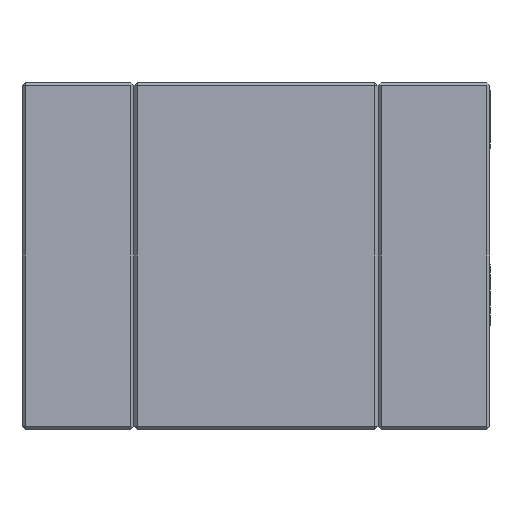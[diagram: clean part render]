
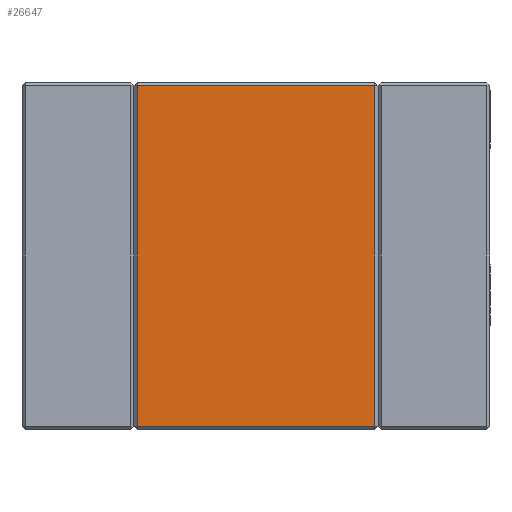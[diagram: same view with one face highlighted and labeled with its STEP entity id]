
A CAD part, left-side view. The second image highlights one B-rep face of the part: STEP entity #26647.
In plain terms, the highlighted planar face has unit normal (-1, 0, 0).
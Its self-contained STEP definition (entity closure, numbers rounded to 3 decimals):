
#1539=ORIENTED_EDGE('',*,*,#6754,.T.);
#1540=ORIENTED_EDGE('',*,*,#6818,.T.);
#1541=ORIENTED_EDGE('',*,*,#6760,.T.);
#1542=ORIENTED_EDGE('',*,*,#6819,.T.);
#6754=EDGE_CURVE('',#9415,#9418,#10924,.T.);
#6760=EDGE_CURVE('',#9425,#9424,#10930,.T.);
#6818=EDGE_CURVE('',#9418,#9425,#10986,.T.);
#6819=EDGE_CURVE('',#9424,#9415,#10987,.T.);
#9415=VERTEX_POINT('',#35931);
#9418=VERTEX_POINT('',#35936);
#9424=VERTEX_POINT('',#35950);
#9425=VERTEX_POINT('',#35952);
#10924=LINE('',#35937,#12827);
#10930=LINE('',#35951,#12833);
#10986=LINE('',#36051,#12889);
#10987=LINE('',#36052,#12890);
#12827=VECTOR('',#29991,1000.);
#12833=VECTOR('',#30001,1000.);
#12889=VECTOR('',#30117,1000.);
#12890=VECTOR('',#30118,1000.);
#14666=EDGE_LOOP('',(#1539,#1540,#1541,#1542));
#15978=FACE_BOUND('',#14666,.T.);
#17288=PLANE('',#27888);
#26647=ADVANCED_FACE('',(#15978),#17288,.T.);
#27888=AXIS2_PLACEMENT_3D('',#36050,#30115,#30116);
#29991=DIRECTION('',(0.,1.,0.));
#30001=DIRECTION('',(0.,-1.,0.));
#30115=DIRECTION('',(-1.,0.,0.));
#30116=DIRECTION('',(0.,0.,1.));
#30117=DIRECTION('',(0.,0.,-1.));
#30118=DIRECTION('',(0.,0.,1.));
#35931=CARTESIAN_POINT('',(-5.7,0.3,12.89));
#35936=CARTESIAN_POINT('',(-5.7,21.5,12.89));
#35937=CARTESIAN_POINT('',(-5.7,21.8,12.89));
#35950=CARTESIAN_POINT('',(-5.7,0.3,-17.51));
#35951=CARTESIAN_POINT('',(-5.7,21.8,-17.51));
#35952=CARTESIAN_POINT('',(-5.7,21.5,-17.51));
#36050=CARTESIAN_POINT('',(-5.7,21.8,13.19));
#36051=CARTESIAN_POINT('',(-5.7,21.5,-17.81));
#36052=CARTESIAN_POINT('',(-5.7,0.3,13.19));
